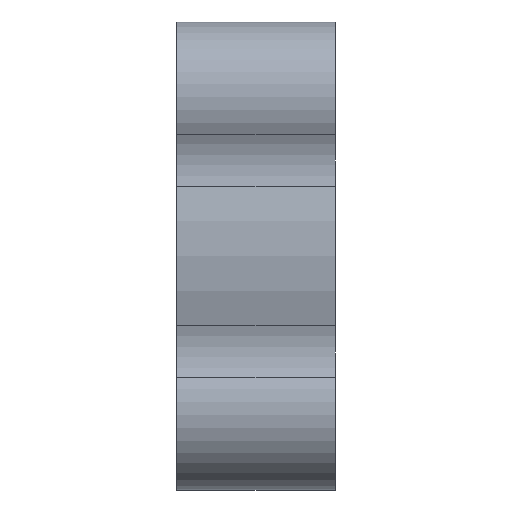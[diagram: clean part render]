
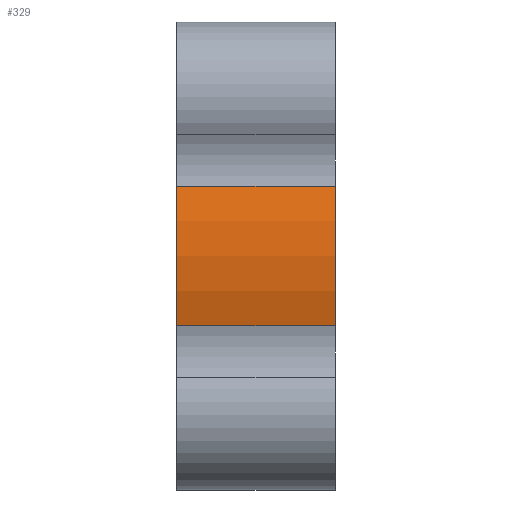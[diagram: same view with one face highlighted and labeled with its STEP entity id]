
A CAD part, left-side view. The second image highlights one B-rep face of the part: STEP entity #329.
In plain terms, the highlighted cylindrical face has radius 10.16 mm (diameter 20.32 mm), a partial arc.
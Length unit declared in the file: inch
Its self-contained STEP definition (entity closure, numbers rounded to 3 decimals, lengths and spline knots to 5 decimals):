
#48 = ORIENTED_EDGE ( 'NONE', *, *, #1112, .T. ) ;
#158 = CARTESIAN_POINT ( 'NONE',  ( -0.38128, 0.375, -0.12095 ) ) ;
#266 = CARTESIAN_POINT ( 'NONE',  ( -0.38128, 0.375, 0.12095 ) ) ;
#300 = CYLINDRICAL_SURFACE ( 'NONE', #304, 0.4 ) ;
#304 = AXIS2_PLACEMENT_3D ( 'NONE', #1090, #970, #748 ) ;
#312 = ORIENTED_EDGE ( 'NONE', *, *, #1111, .F. ) ;
#329 = ADVANCED_FACE ( 'NONE', ( #1182 ), #300, .T. ) ;
#350 = ORIENTED_EDGE ( 'NONE', *, *, #1109, .T. ) ;
#412 = CARTESIAN_POINT ( 'NONE',  ( 0., 0.1, 0. ) ) ;
#423 = DIRECTION ( 'NONE',  ( 0., 0., 1. ) ) ;
#448 = DIRECTION ( 'NONE',  ( 0., -1., 0. ) ) ;
#450 = CARTESIAN_POINT ( 'NONE',  ( 0., 0.375, 0. ) ) ;
#458 = VERTEX_POINT ( 'NONE', #1349 ) ;
#540 = DIRECTION ( 'NONE',  ( 0., 0., 1. ) ) ;
#550 = LINE ( 'NONE', #747, #1116 ) ;
#648 = VERTEX_POINT ( 'NONE', #1290 ) ;
#672 = CIRCLE ( 'NONE', #1376, 0.4 ) ;
#741 = VECTOR ( 'NONE', #448, 39.37008 ) ;
#747 = CARTESIAN_POINT ( 'NONE',  ( -0.38128, 0.375, 0.12095 ) ) ;
#748 = DIRECTION ( 'NONE',  ( 0., 0., -1. ) ) ;
#783 = CARTESIAN_POINT ( 'NONE',  ( -0.38128, 0.1, 0.12095 ) ) ;
#798 = LINE ( 'NONE', #158, #741 ) ;
#831 = VERTEX_POINT ( 'NONE', #783 ) ;
#840 = CIRCLE ( 'NONE', #1400, 0.4 ) ;
#867 = DIRECTION ( 'NONE',  ( 0., 1., 0. ) ) ;
#876 = ORIENTED_EDGE ( 'NONE', *, *, #1059, .T. ) ;
#886 = VERTEX_POINT ( 'NONE', #266 ) ;
#970 = DIRECTION ( 'NONE',  ( 0., -1., 0. ) ) ;
#996 = EDGE_LOOP ( 'NONE', ( #876, #350, #312, #48 ) ) ;
#1059 = EDGE_CURVE ( 'NONE', #458, #831, #672, .T. ) ;
#1068 = DIRECTION ( 'NONE',  ( 0., 1., 0. ) ) ;
#1090 = CARTESIAN_POINT ( 'NONE',  ( 0., 0.375, 0. ) ) ;
#1109 = EDGE_CURVE ( 'NONE', #831, #886, #550, .T. ) ;
#1111 = EDGE_CURVE ( 'NONE', #648, #886, #840, .T. ) ;
#1112 = EDGE_CURVE ( 'NONE', #648, #458, #798, .T. ) ;
#1116 = VECTOR ( 'NONE', #867, 39.37008 ) ;
#1182 = FACE_OUTER_BOUND ( 'NONE', #996, .T. ) ;
#1223 = DIRECTION ( 'NONE',  ( 0., 1., 0. ) ) ;
#1290 = CARTESIAN_POINT ( 'NONE',  ( -0.38128, 0.375, -0.12095 ) ) ;
#1349 = CARTESIAN_POINT ( 'NONE',  ( -0.38128, 0.1, -0.12095 ) ) ;
#1376 = AXIS2_PLACEMENT_3D ( 'NONE', #412, #1068, #423 ) ;
#1400 = AXIS2_PLACEMENT_3D ( 'NONE', #450, #1223, #540 ) ;
